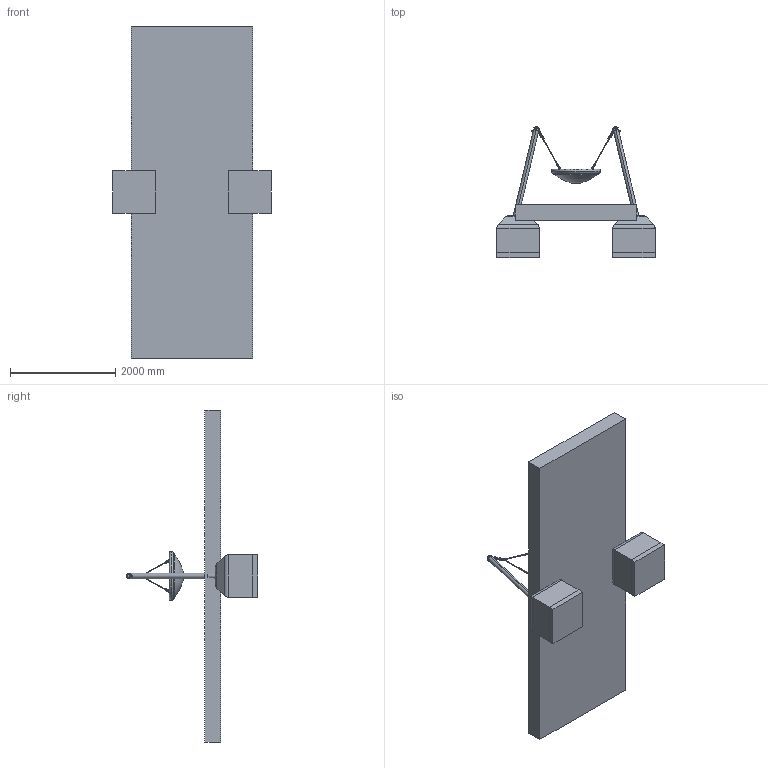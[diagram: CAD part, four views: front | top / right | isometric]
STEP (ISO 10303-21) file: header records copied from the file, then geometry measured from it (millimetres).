
FILE_DESCRIPTION (( 'STEP AP214' ), '1' );
FILE_NAME ('4540-10.STEP', '2018-09-20T06:22:37', ( '' ), ( '' ), 'SwSTEP 2.0', 'SolidWorks 2018', '' );
FILE_SCHEMA (( 'AUTOMOTIVE_DESIGN' ));
Length unit declared in the file: millimetre
Products named in the file (34): rot Kappe 102er; 457-05 - Kunststoff Kausche Mini_M_Schaukel01; Screw DIN 968-ST6.3x25-C-H-N_Screw DIN 968-ST6.3x25-C-H-N; Abdeckkappe ﾘ 102 mm; 55-4607 - Schäkel gerade M8 V2A0103; Gehwegplatte 300 x 300 x 40; 457-05 - Kunststoff Kausche Mini_M_Schaukel; Rohrschelle als Bodenanker; Hexagon Flange Nut DIN 6923 - M10 - N_Hexagon Flange Nut DIN 6923 - M10 - N; Drehwirbel Mini_M_Schaukel; Bolzen f黵 Schelle im Beton_TG; DIN 6796-10_DIN 6796-10; 35-102 - Pfostenschelle f黵 102er Rohr_TG; DIN 582-M10-N_DIN 582-M10-N; Drehwirbel; Mini_M_Schaukelnest; PA Halbmondbuchse01; 5er Kette 3 Glieder; 55-4607 - Schäkel gerade M8 V2A01; 5er Kettenglied_Standard<Wie bearbeitet>; Aufhängelager für Mini_M_Schaukel; Deckel f黵 Kappe M12; Abdeckkappe rot M12; Rohr 2400 x 101.6_Standard<Wie bearbeitet>; U-Scheibe Mini_m_Schaukel; Einbautiefe f黵 101,6 Rohr; DIN EN ISO 10512 - M12x1.5 - N_DIN EN ISO 10512 - M12x1.5 - N; Sicherheitsbereich Mini M; Fundament Mini M; 4540-10; Aufhängeseil gelb_Standard<Wie bearbeitet>
Assembly tree (72 placements, depth 4):
  4540-10
    Rohr 2400 x 101.6_Standard<Wie bearbeitet>
    Mini_M_Schaukelnest
      Mini_M_Schaukelnest
      5er Kette 3 Glieder  x16
        5er Kettenglied_Standard<Wie bearbeitet>
    Rohrschelle als Bodenanker  x2
      35-102 - Pfostenschelle f黵 102er Rohr_TG
      Bolzen f黵 Schelle im Beton_TG
      Hexagon Flange Nut DIN 6923 - M10 - N_Hexagon Flange Nut DIN 6923 - M10 - N
    Gehwegplatte 300 x 300 x 40  x2
    rot Kappe 102er  x2
      Abdeckkappe ﾘ 102 mm
      Screw DIN 968-ST6.3x25-C-H-N_Screw DIN 968-ST6.3x25-C-H-N
    Rohr 2400 x 101.6_Standard<Wie bearbeitet>
    Aufhängelager für Mini_M_Schaukel  x2
      Aufhängelager für Mini_M_Schaukel
      DIN EN ISO 10512 - M12x1.5 - N_DIN EN ISO 10512 - M12x1.5 - N
      U-Scheibe Mini_m_Schaukel
      Abdeckkappe rot M12
      Deckel f黵 Kappe M12
    55-4607 - Schäkel gerade M8 V2A01  x2
    PA Halbmondbuchse01  x2
    Drehwirbel Mini_M_Schaukel  x2
      Drehwirbel
      DIN 582-M10-N_DIN 582-M10-N
      DIN 6796-10_DIN 6796-10
    457-05 - Kunststoff Kausche Mini_M_Schaukel  x2
    55-4607 - Schäkel gerade M8 V2A0103  x4
    457-05 - Kunststoff Kausche Mini_M_Schaukel01  x4
    Aufhängeseil gelb_Standard<Wie bearbeitet>  x4
    Fundament Mini M  x2
    Sicherheitsbereich Mini M
    Einbautiefe f黵 101,6 Rohr  x2
Bounding box: 3000 x 2486.72 x 6300 mm (x, y, z)
Volume: 5307800611.2 mm3; surface area: 50655157.5 mm2
Topology: 496 solids, 498 shells, 4482 faces, 9320 edges, 5776 vertices
Faces by surface type: plane 1746, cylinder 1248, torus 948, bspline 348, cone 180, sphere 12
Entity records: 46344 total; most frequent: CARTESIAN_POINT 16993, DIRECTION 5537, ORIENTED_EDGE 5364, EDGE_CURVE 2682, AXIS2_PLACEMENT_3D 2221, VERTEX_POINT 1635, EDGE_LOOP 1251, FACE_OUTER_BOUND 1169
